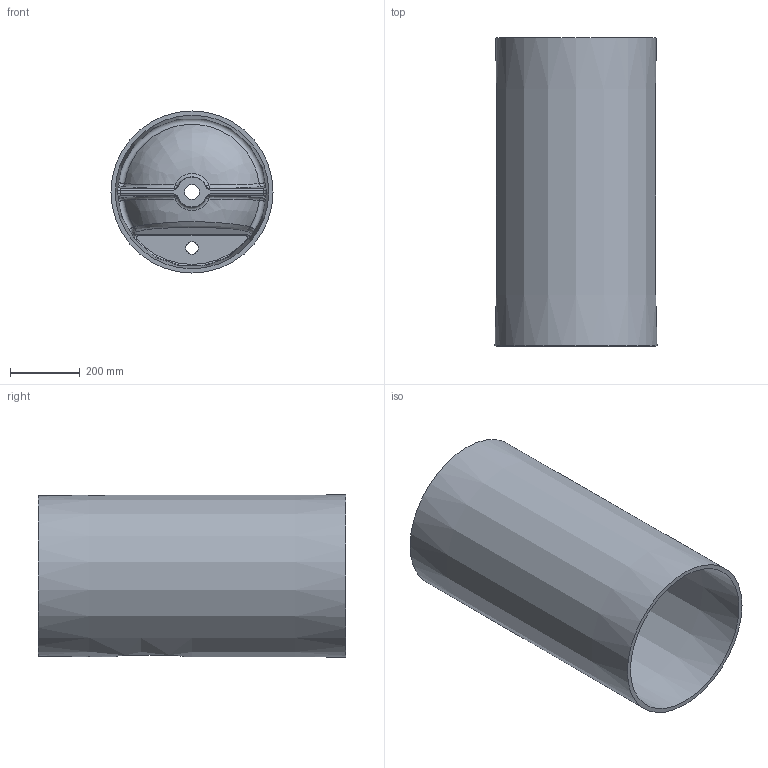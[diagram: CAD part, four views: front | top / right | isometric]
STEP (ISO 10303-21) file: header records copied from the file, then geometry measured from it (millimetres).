
FILE_DESCRIPTION (( 'STEP AP214' ), '1' );
FILE_NAME ('Cosmos 460.STEP', '2022-11-14T11:59:19', ( 'User Windows' ), ( '' ), 'SwSTEP 2.0', 'SolidWorks 2020', '' );
FILE_SCHEMA (( 'AUTOMOTIVE_DESIGN' ));
Length unit declared in the file: millimetre
Products named in the file (1): Cosmos 460
Bounding box: 463.07 x 880 x 463.07 mm (x, y, z)
Volume: 22410124.1 mm3; surface area: 2885044.4 mm2
Topology: 1 solids, 1 shells, 79 faces, 176 edges, 102 vertices
Faces by surface type: bspline 33, plane 14, torus 9, cylinder 9, sphere 8, cone 6
Full cylindrical faces by diameter (mm): 35 x1
Entity records: 5694 total; most frequent: CARTESIAN_POINT 4183, ORIENTED_EDGE 332, DIRECTION 262, EDGE_CURVE 166, AXIS2_PLACEMENT_3D 123, VERTEX_POINT 99, EDGE_LOOP 95, FACE_OUTER_BOUND 82
